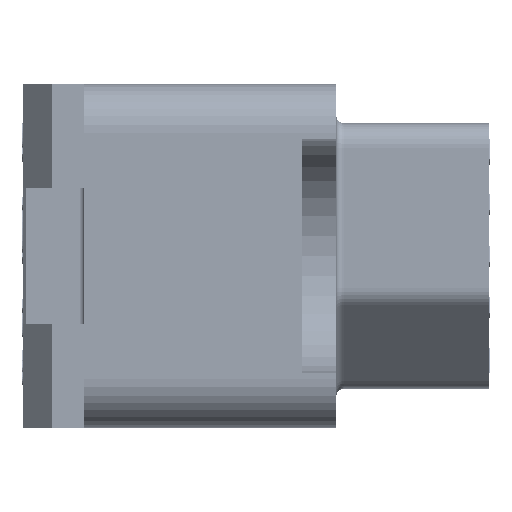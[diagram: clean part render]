
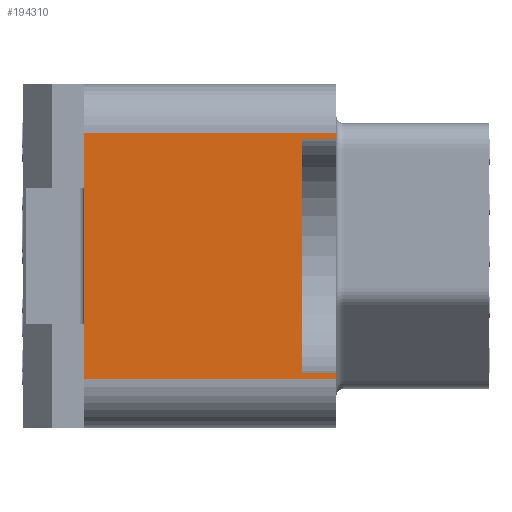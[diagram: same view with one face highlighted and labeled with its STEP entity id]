
A CAD part, left-side view. The second image highlights one B-rep face of the part: STEP entity #194310.
In plain terms, the highlighted planar face has unit normal (-1, 0, 0).
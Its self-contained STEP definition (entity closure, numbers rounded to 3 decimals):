
#433=DIRECTION('',(0.,0.,-1.));
#434=VECTOR('',#433,10.);
#435=CARTESIAN_POINT('',(-40.,10.25,5.));
#436=LINE('',#435,#434);
#536=DIRECTION('',(0.,-1.,0.));
#537=VECTOR('',#536,10.25);
#538=CARTESIAN_POINT('',(-40.,10.25,5.));
#539=LINE('',#538,#537);
#831=DIRECTION('',(0.,1.,0.));
#832=VECTOR('',#831,10.25);
#833=CARTESIAN_POINT('',(-40.,0.,-5.));
#834=LINE('',#833,#832);
#840=DIRECTION('',(0.,0.,1.));
#841=VECTOR('',#840,9.5);
#842=CARTESIAN_POINT('',(-40.,1.4,-4.75));
#843=LINE('',#842,#841);
#844=DIRECTION('',(0.,1.,0.));
#845=VECTOR('',#844,1.4);
#846=CARTESIAN_POINT('',(-40.,0.,-4.75));
#847=LINE('',#846,#845);
#848=DIRECTION('',(0.,0.,-1.));
#849=VECTOR('',#848,0.25);
#850=CARTESIAN_POINT('',(-40.,0.,-4.75));
#851=LINE('',#850,#849);
#852=DIRECTION('',(0.,0.,-1.));
#853=VECTOR('',#852,0.25);
#854=CARTESIAN_POINT('',(-40.,0.,5.));
#855=LINE('',#854,#853);
#856=DIRECTION('',(0.,1.,0.));
#857=VECTOR('',#856,1.4);
#858=CARTESIAN_POINT('',(-40.,0.,4.75));
#859=LINE('',#858,#857);
#163986=CARTESIAN_POINT('',(-40.,0.,5.));
#163987=VERTEX_POINT('',#163986);
#163988=CARTESIAN_POINT('',(-40.,10.25,5.));
#163989=VERTEX_POINT('',#163988);
#163994=CARTESIAN_POINT('',(-40.,10.25,-5.));
#163995=VERTEX_POINT('',#163994);
#163996=CARTESIAN_POINT('',(-40.,0.,-5.));
#163997=VERTEX_POINT('',#163996);
#164014=CARTESIAN_POINT('',(-40.,0.,-4.75));
#164016=VERTEX_POINT('',#164014);
#164020=CARTESIAN_POINT('',(-40.,0.,4.75));
#164021=VERTEX_POINT('',#164020);
#164022=CARTESIAN_POINT('',(-40.,1.4,-4.75));
#164023=CARTESIAN_POINT('',(-40.,1.4,4.75));
#164024=VERTEX_POINT('',#164022);
#164025=VERTEX_POINT('',#164023);
#194292=CARTESIAN_POINT('',(-40.,0.,7.));
#194293=DIRECTION('',(-1.,0.,0.));
#194294=DIRECTION('',(0.,1.,0.));
#194295=AXIS2_PLACEMENT_3D('',#194292,#194293,#194294);
#194296=PLANE('',#194295);
#194298=ORIENTED_EDGE('',*,*,#194297,.F.);
#194300=ORIENTED_EDGE('',*,*,#194299,.F.);
#194301=ORIENTED_EDGE('',*,*,#193865,.T.);
#194302=ORIENTED_EDGE('',*,*,#194286,.T.);
#194303=ORIENTED_EDGE('',*,*,#193761,.F.);
#194304=ORIENTED_EDGE('',*,*,#193842,.T.);
#194305=ORIENTED_EDGE('',*,*,#193873,.T.);
#194307=ORIENTED_EDGE('',*,*,#194306,.T.);
#194308=EDGE_LOOP('',(#194298,#194300,#194301,#194302,#194303,#194304,#194305,
#194307));
#194309=FACE_OUTER_BOUND('',#194308,.F.);
#194310=ADVANCED_FACE('',(#194309),#194296,.T.);
#193761=EDGE_CURVE('',#163989,#163995,#436,.T.);
#193842=EDGE_CURVE('',#163989,#163987,#539,.T.);
#193865=EDGE_CURVE('',#164016,#163997,#851,.T.);
#193873=EDGE_CURVE('',#163987,#164021,#855,.T.);
#194286=EDGE_CURVE('',#163997,#163995,#834,.T.);
#194297=EDGE_CURVE('',#164024,#164025,#843,.T.);
#194299=EDGE_CURVE('',#164016,#164024,#847,.T.);
#194306=EDGE_CURVE('',#164021,#164025,#859,.T.);
